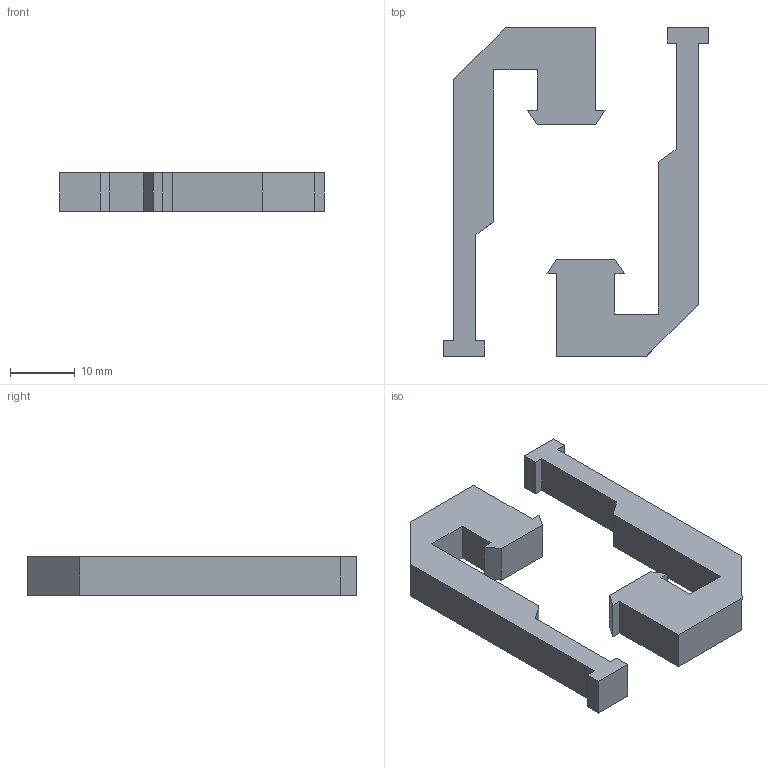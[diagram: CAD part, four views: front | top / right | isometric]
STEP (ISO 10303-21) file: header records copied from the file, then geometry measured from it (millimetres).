
FILE_DESCRIPTION(/* description */ ('','CAx-IF Rec.Pracs.---Representation and Presentation of Product Manufacturing Information (PMI)---4.0---2014-10-13'),/* implementation_level */ '2;1');
FILE_NAME(/* name */ 'part6.1.step',/* time_stamp */ '2025-03-10T12:25:58+05:30',/* author */ (''),/* organization */ (''),/* preprocessor_version */ 'ST-DEVELOPER v20',/* originating_system */ 'Autodesk Translation Framework v13.20.0.188',/* authorisation */ '');
FILE_SCHEMA (('AP242_MANAGED_MODEL_BASED_3D_ENGINEERING_MIM_LF { 1 0 10303 442 1 1 4 }'));
Length unit declared in the file: centimetre
Products named in the file (1): part6.1
Bounding box: 41 x 50.94 x 6 mm (x, y, z)
Volume: 5025.9 mm3; surface area: 3672.8 mm2
Topology: 2 solids, 2 shells, 42 faces, 114 edges, 76 vertices
Faces by surface type: plane 42
Entity records: 1330 total; most frequent: CARTESIAN_POINT 233, ORIENTED_EDGE 228, DIRECTION 200, LINE 114, VECTOR 114, EDGE_CURVE 114, VERTEX_POINT 76, AXIS2_PLACEMENT_3D 43
